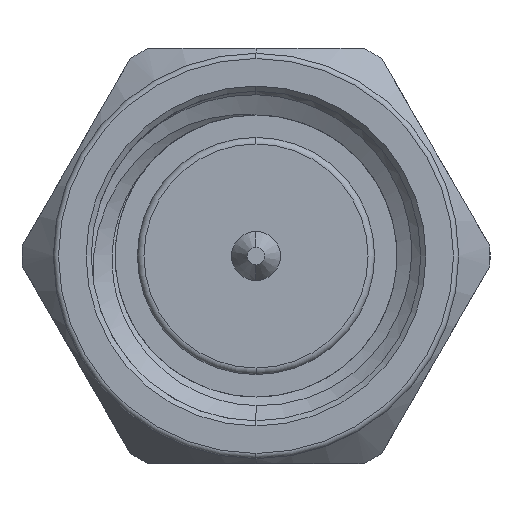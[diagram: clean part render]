
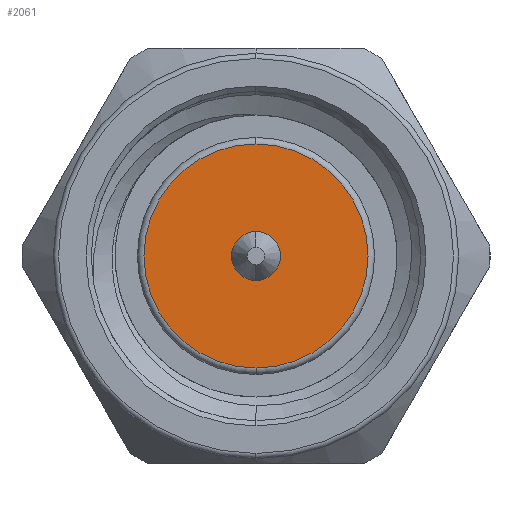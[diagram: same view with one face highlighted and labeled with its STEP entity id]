
A CAD part, left-side view. The second image highlights one B-rep face of the part: STEP entity #2061.
In plain terms, the highlighted planar face has unit normal (-1, 0, 0).
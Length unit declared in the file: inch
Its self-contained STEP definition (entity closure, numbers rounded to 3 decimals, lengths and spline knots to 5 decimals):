
#353 = EDGE_LOOP ( 'NONE', ( #1648, #1850 ) ) ;
#438 = CIRCLE ( 'NONE', #2976, 0.085 ) ;
#555 = CARTESIAN_POINT ( 'NONE',  ( 0.11, 0., 0.0185 ) ) ;
#750 = DIRECTION ( 'NONE',  ( 0., 0., -1. ) ) ;
#961 = CIRCLE ( 'NONE', #3273, 0.085 ) ;
#1030 = CARTESIAN_POINT ( 'NONE',  ( 0.11, 0., -0.085 ) ) ;
#1044 = DIRECTION ( 'NONE',  ( 0., 0., -1. ) ) ;
#1121 = CARTESIAN_POINT ( 'NONE',  ( 0.11, 0., 0.085 ) ) ;
#1413 = CARTESIAN_POINT ( 'NONE',  ( 0.11, 0.125, 0. ) ) ;
#1549 = DIRECTION ( 'NONE',  ( -1., 0., 0. ) ) ;
#1648 = ORIENTED_EDGE ( 'NONE', *, *, #4009, .T. ) ;
#1850 = ORIENTED_EDGE ( 'NONE', *, *, #4556, .T. ) ;
#1870 = DIRECTION ( 'NONE',  ( 0., 0., -1. ) ) ;
#2024 = CARTESIAN_POINT ( 'NONE',  ( 0.11, 0., -0.0185 ) ) ;
#2061 = ADVANCED_FACE ( 'NONE', ( #4579, #4196 ), #5187, .F. ) ;
#2188 = AXIS2_PLACEMENT_3D ( 'NONE', #2505, #3056, #1044 ) ;
#2505 = CARTESIAN_POINT ( 'NONE',  ( 0.11, 0., 0. ) ) ;
#2657 = DIRECTION ( 'NONE',  ( -1., 0., 0. ) ) ;
#2676 = VERTEX_POINT ( 'NONE', #1121 ) ;
#2976 = AXIS2_PLACEMENT_3D ( 'NONE', #4392, #1549, #4459 ) ;
#3056 = DIRECTION ( 'NONE',  ( -1., 0., 0. ) ) ;
#3184 = EDGE_CURVE ( 'NONE', #4405, #6122, #6026, .T. ) ;
#3273 = AXIS2_PLACEMENT_3D ( 'NONE', #3905, #5339, #5780 ) ;
#3541 = AXIS2_PLACEMENT_3D ( 'NONE', #1413, #4213, #1870 ) ;
#3756 = AXIS2_PLACEMENT_3D ( 'NONE', #4543, #2657, #750 ) ;
#3829 = CIRCLE ( 'NONE', #2188, 0.0185 ) ;
#3905 = CARTESIAN_POINT ( 'NONE',  ( 0.11, 0., 0. ) ) ;
#4009 = EDGE_CURVE ( 'NONE', #6106, #2676, #438, .T. ) ;
#4196 = FACE_BOUND ( 'NONE', #4771, .T. ) ;
#4213 = DIRECTION ( 'NONE',  ( 1., 0., 0. ) ) ;
#4392 = CARTESIAN_POINT ( 'NONE',  ( 0.11, 0., 0. ) ) ;
#4405 = VERTEX_POINT ( 'NONE', #2024 ) ;
#4459 = DIRECTION ( 'NONE',  ( 0., 0., -1. ) ) ;
#4543 = CARTESIAN_POINT ( 'NONE',  ( 0.11, 0., 0. ) ) ;
#4556 = EDGE_CURVE ( 'NONE', #2676, #6106, #961, .T. ) ;
#4579 = FACE_OUTER_BOUND ( 'NONE', #353, .T. ) ;
#4771 = EDGE_LOOP ( 'NONE', ( #6034, #5448 ) ) ;
#5089 = EDGE_CURVE ( 'NONE', #6122, #4405, #3829, .T. ) ;
#5187 = PLANE ( 'NONE',  #3541 ) ;
#5339 = DIRECTION ( 'NONE',  ( -1., 0., 0. ) ) ;
#5448 = ORIENTED_EDGE ( 'NONE', *, *, #5089, .F. ) ;
#5780 = DIRECTION ( 'NONE',  ( 0., 0., -1. ) ) ;
#6026 = CIRCLE ( 'NONE', #3756, 0.0185 ) ;
#6034 = ORIENTED_EDGE ( 'NONE', *, *, #3184, .F. ) ;
#6106 = VERTEX_POINT ( 'NONE', #1030 ) ;
#6122 = VERTEX_POINT ( 'NONE', #555 ) ;
